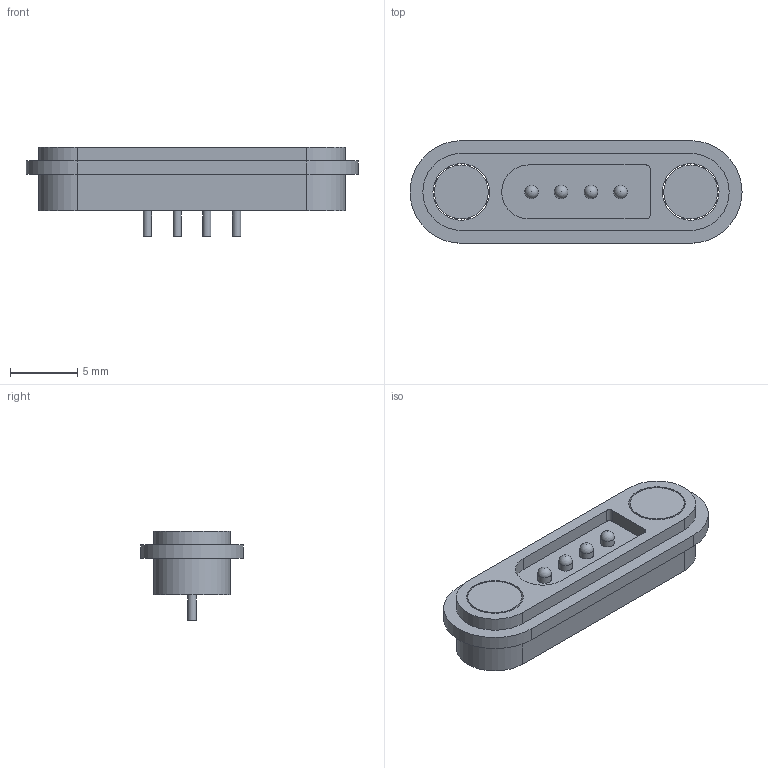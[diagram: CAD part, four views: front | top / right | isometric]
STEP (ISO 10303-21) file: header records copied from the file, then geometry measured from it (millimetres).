
FILE_DESCRIPTION(/* description */ (''),/* implementation_level */ '2;1');
FILE_NAME(/* name */ 'magnetic pogo pin connector 4 pin male.step',/* time_stamp */ '2023-01-17T12:23:22+01:00',/* author */ (''),/* organization */ (''),/* preprocessor_version */ 'ST-DEVELOPER v19.2',/* originating_system */ 'Autodesk Translation Framework v11.17.0.187',/* authorisation */ '');
FILE_SCHEMA (('AUTOMOTIVE_DESIGN { 1 0 10303 214 3 1 1 }'));
Length unit declared in the file: millimetre
Products named in the file (4): magnetic pogo pin connector 4 pin male; plastic housing; magnets; pins
Assembly tree (3 placements, depth 2):
  magnetic pogo pin connector 4 pin male
    plastic housing
    magnets
    pins
Bounding box: 24.6 x 7.6 x 6.6 mm (x, y, z)
Volume: 577.9 mm3; surface area: 980.9 mm2
Topology: 7 solids, 7 shells, 57 faces, 116 edges, 76 vertices
Faces by surface type: plane 27, cylinder 26, sphere 4
Full cylindrical faces by diameter (mm): 0.6 x4, 1 x8, 4 x2, 4.2 x2
Entity records: 1661 total; most frequent: DIRECTION 298, CARTESIAN_POINT 253, ORIENTED_EDGE 224, AXIS2_PLACEMENT_3D 121, EDGE_CURVE 112, EDGE_LOOP 76, VERTEX_POINT 76, FACE_OUTER_BOUND 57
